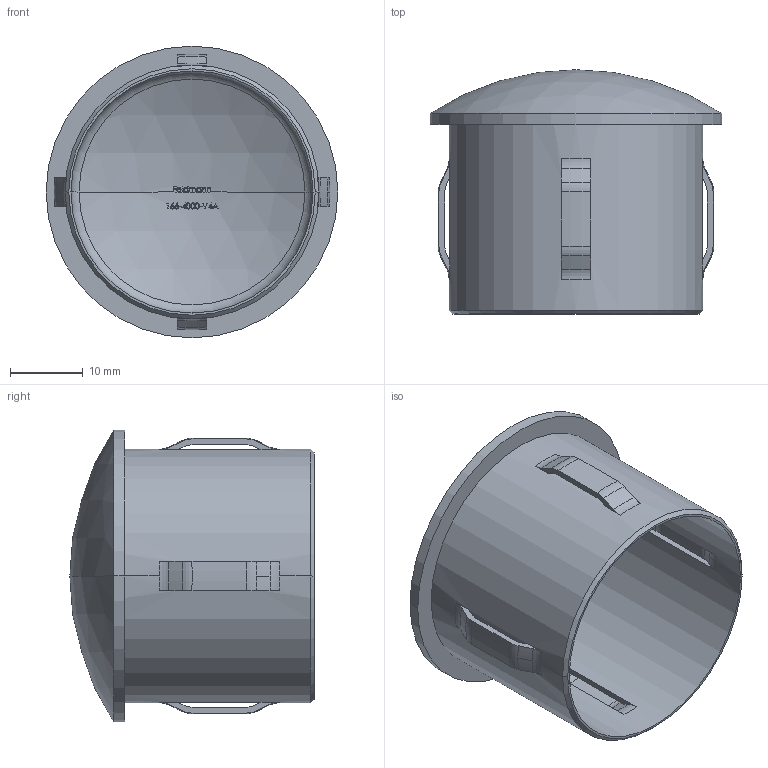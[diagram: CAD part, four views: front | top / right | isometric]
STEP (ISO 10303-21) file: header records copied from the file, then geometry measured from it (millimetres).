
FILE_DESCRIPTION (( 'STEP AP203' ), '1' );
FILE_NAME ('166-4000-V4A.STEP', '2018-12-06T09:05:30', ( '' ), ( '' ), 'SwSTEP 2.0', 'SolidWorks 2015', '' );
FILE_SCHEMA (( 'CONFIG_CONTROL_DESIGN' ));
Length unit declared in the file: millimetre
Products named in the file (1): 166-4000-V4A
Bounding box: 40 x 33.5 x 40 mm (x, y, z)
Volume: 4662 mm3; surface area: 8887.7 mm2
Topology: 1 solids, 1 shells, 353 faces, 974 edges, 636 vertices
Faces by surface type: plane 136, bspline 93, sphere 44, torus 42, cone 22, cylinder 16
Entity records: 15712 total; most frequent: CARTESIAN_POINT 7131, ORIENTED_EDGE 1948, DIRECTION 1573, EDGE_CURVE 974, AXIS2_PLACEMENT_3D 648, VERTEX_POINT 636, CIRCLE 387, EDGE_LOOP 382
